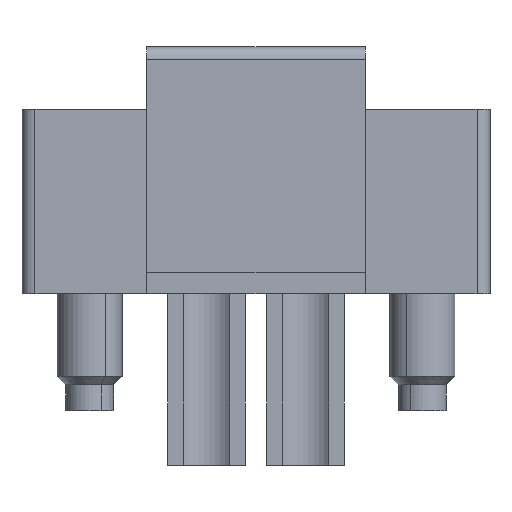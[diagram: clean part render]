
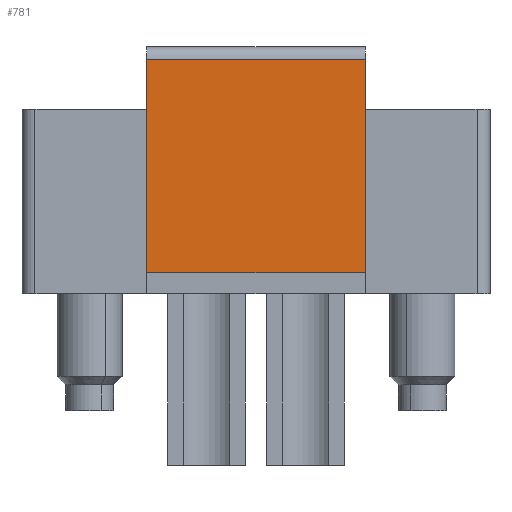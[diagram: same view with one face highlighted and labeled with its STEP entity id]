
A CAD part, front view. The second image highlights one B-rep face of the part: STEP entity #781.
In plain terms, the highlighted planar face has unit normal (0, -1, 0).
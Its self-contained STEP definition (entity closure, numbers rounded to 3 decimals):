
#745=AXIS2_PLACEMENT_3D('Plane Axis2P3D',#742,#743,#744) ;
#742=CARTESIAN_POINT('Axis2P3D Location',(4.8,0.,6.6)) ;
#747=CARTESIAN_POINT('Line Origine',(4.8,0.,11.5)) ;
#751=CARTESIAN_POINT('Vertex',(4.8,0.,7.4)) ;
#753=CARTESIAN_POINT('Vertex',(4.8,0.,15.6)) ;
#756=CARTESIAN_POINT('Line Origine',(9.005,0.,7.4)) ;
#760=CARTESIAN_POINT('Vertex',(13.21,0.,7.4)) ;
#763=CARTESIAN_POINT('Line Origine',(13.21,0.,11.5)) ;
#767=CARTESIAN_POINT('Vertex',(13.21,0.,15.6)) ;
#770=CARTESIAN_POINT('Line Origine',(9.005,0.,15.6)) ;
#743=DIRECTION('Axis2P3D Direction',(0.,1.,0.)) ;
#744=DIRECTION('Axis2P3D XDirection',(0.,0.,1.)) ;
#748=DIRECTION('Vector Direction',(0.,0.,1.)) ;
#757=DIRECTION('Vector Direction',(1.,0.,0.)) ;
#764=DIRECTION('Vector Direction',(0.,0.,1.)) ;
#771=DIRECTION('Vector Direction',(1.,0.,0.)) ;
#749=VECTOR('Line Direction',#748,1.) ;
#758=VECTOR('Line Direction',#757,1.) ;
#765=VECTOR('Line Direction',#764,1.) ;
#772=VECTOR('Line Direction',#771,1.) ;
#776=ORIENTED_EDGE('',*,*,#755,.F.) ;
#777=ORIENTED_EDGE('',*,*,#762,.T.) ;
#778=ORIENTED_EDGE('',*,*,#769,.T.) ;
#779=ORIENTED_EDGE('',*,*,#774,.F.) ;
#781=ADVANCED_FACE('HOUSING',(#780),#746,.F.) ;
#755=EDGE_CURVE('',#752,#754,#750,.T.) ;
#762=EDGE_CURVE('',#752,#761,#759,.T.) ;
#769=EDGE_CURVE('',#761,#768,#766,.T.) ;
#774=EDGE_CURVE('',#754,#768,#773,.T.) ;
#775=EDGE_LOOP('',(#776,#777,#778,#779)) ;
#780=FACE_OUTER_BOUND('',#775,.T.) ;
#750=LINE('Line',#747,#749) ;
#759=LINE('Line',#756,#758) ;
#766=LINE('Line',#763,#765) ;
#773=LINE('Line',#770,#772) ;
#746=PLANE('',#745) ;
#752=VERTEX_POINT('',#751) ;
#754=VERTEX_POINT('',#753) ;
#761=VERTEX_POINT('',#760) ;
#768=VERTEX_POINT('',#767) ;
